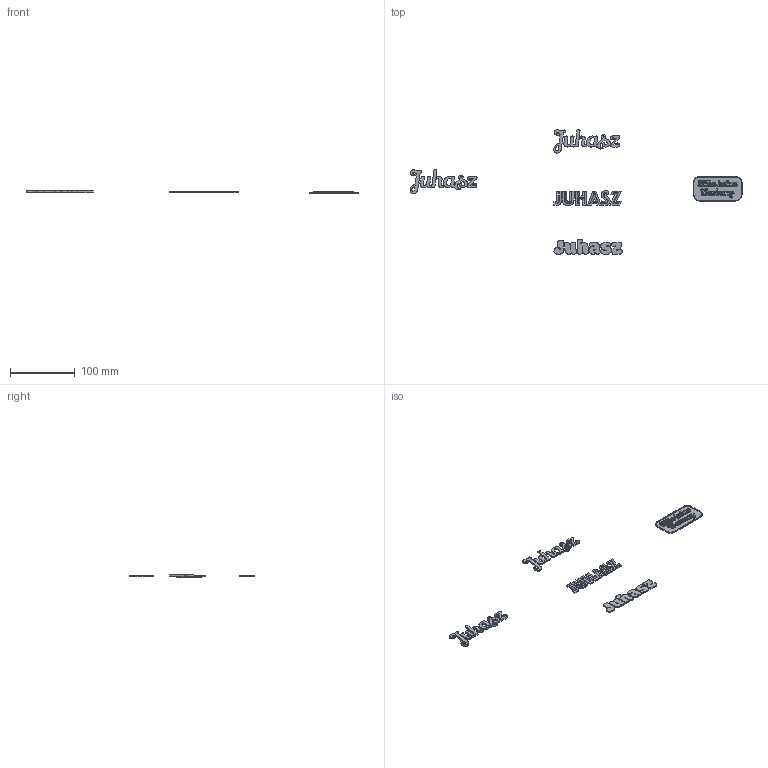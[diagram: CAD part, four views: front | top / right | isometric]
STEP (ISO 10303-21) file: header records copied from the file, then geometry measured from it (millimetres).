
FILE_DESCRIPTION(/* description */ (''),/* implementation_level */ '2;1');
FILE_NAME(/* name */ 'Post Sign v4.stp',/* time_stamp */ '2022-09-22T11:51:58+02:00',/* author */ (''),/* organization */ (''),/* preprocessor_version */ 'ST-DEVELOPER v19',/* originating_system */ 'Autodesk Translation Framework v11.7.0.108',/* authorisation */ '');
FILE_SCHEMA (('AUTOMOTIVE_DESIGN { 1 0 10303 214 3 1 1 }'));
Products named in the file (1): Post Sign
Bounding box: 511.05 x 191.94 x 3.4 mm (x, y, z)
Volume: 14284.4 mm3; surface area: 24198.5 mm2
Topology: 16 solids, 16 shells, 1269 faces, 3672 edges, 2448 vertices
Faces by surface type: bspline 1008, plane 253, cylinder 8
Entity records: 43984 total; most frequent: CARTESIAN_POINT 20522, ORIENTED_EDGE 7344, EDGE_CURVE 3672, VERTEX_POINT 2448, DIRECTION 2186, LINE 1630, VECTOR 1630, EDGE_LOOP 1322
